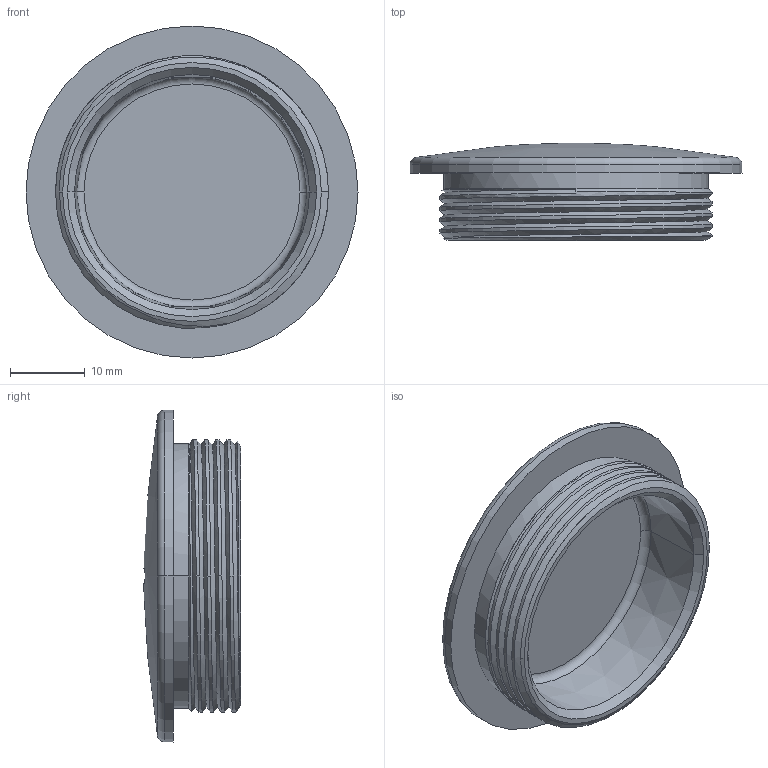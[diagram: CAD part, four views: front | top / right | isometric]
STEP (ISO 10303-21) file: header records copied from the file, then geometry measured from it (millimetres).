
FILE_DESCRIPTION (( 'STEP AP203' ), '1' );
FILE_NAME ('PG - 29 Kör Tapa.STEP', '2020-05-29T07:58:50', ( '' ), ( '' ), 'SwSTEP 2.0', 'SolidWorks 2011', '' );
FILE_SCHEMA (( 'CONFIG_CONTROL_DESIGN' ));
Length unit declared in the file: millimetre
Products named in the file (1): PG - 29 K顤 Tapa
Bounding box: 44.4 x 12.98 x 44.4 mm (x, y, z)
Volume: 6153.3 mm3; surface area: 5614.6 mm2
Topology: 1 solids, 1 shells, 39 faces, 92 edges, 58 vertices
Faces by surface type: cylinder 16, cone 9, plane 6, torus 4, bspline 3, sphere 1
Entity records: 2116 total; most frequent: CARTESIAN_POINT 1206, ORIENTED_EDGE 184, DIRECTION 166, EDGE_CURVE 92, AXIS2_PLACEMENT_3D 68, VERTEX_POINT 58, EDGE_LOOP 42, ADVANCED_FACE 39
